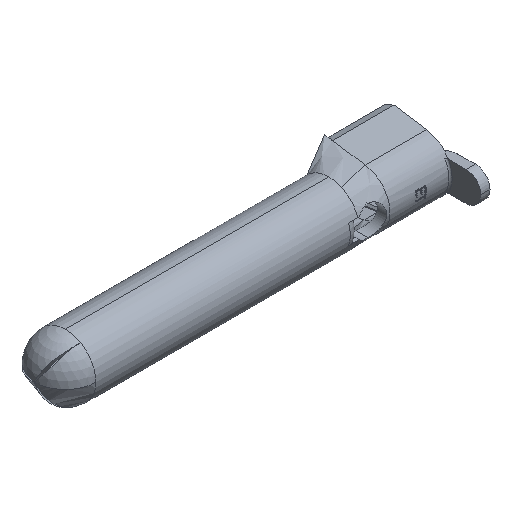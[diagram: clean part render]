
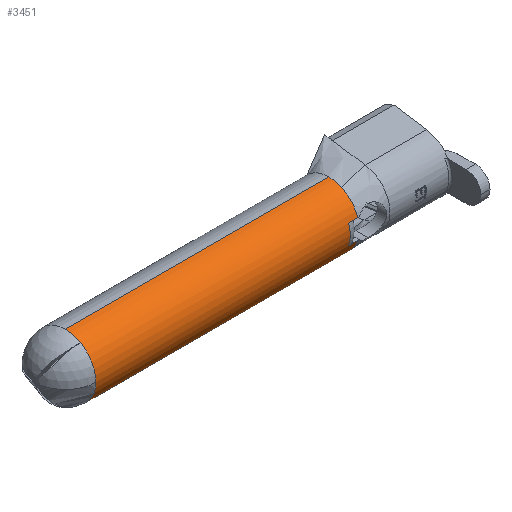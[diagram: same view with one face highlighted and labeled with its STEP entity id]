
A CAD part, isometric view. The second image highlights one B-rep face of the part: STEP entity #3451.
In plain terms, the highlighted cylindrical face has radius 2.369 mm (diameter 4.737 mm), a partial arc.
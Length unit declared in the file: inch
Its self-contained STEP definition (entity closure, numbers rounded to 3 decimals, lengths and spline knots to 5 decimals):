
#81 = EDGE_CURVE ( 'NONE', #2736, #4196, #1951, .T. ) ;
#90 = VERTEX_POINT ( 'NONE', #1075 ) ;
#97 = CARTESIAN_POINT ( 'NONE',  ( 0.03452, 0., 0. ) ) ;
#105 = FACE_OUTER_BOUND ( 'NONE', #1690, .T. ) ;
#173 = DIRECTION ( 'NONE',  ( 0., 0., -1. ) ) ;
#175 = CARTESIAN_POINT ( 'NONE',  ( 0.895, 0., 0. ) ) ;
#422 = AXIS2_PLACEMENT_3D ( 'NONE', #97, #1228, #2784 ) ;
#444 = DIRECTION ( 'NONE',  ( 0., 0., 1. ) ) ;
#463 = CARTESIAN_POINT ( 'NONE',  ( 0.09325, 0., -0.09325 ) ) ;
#536 = EDGE_CURVE ( 'NONE', #3568, #90, #3396, .T. ) ;
#612 = ORIENTED_EDGE ( 'NONE', *, *, #1451, .F. ) ;
#769 = CARTESIAN_POINT ( 'NONE',  ( 0.895, -0.08829, -0.03 ) ) ;
#773 = DIRECTION ( 'NONE',  ( -1., 0., 0. ) ) ;
#787 = CARTESIAN_POINT ( 'NONE',  ( 0.09325, 0., 0. ) ) ;
#883 = DIRECTION ( 'NONE',  ( -1., 0., 0. ) ) ;
#903 = AXIS2_PLACEMENT_3D ( 'NONE', #3633, #1486, #3988 ) ;
#946 = CIRCLE ( 'NONE', #2926, 0.09325 ) ;
#956 = EDGE_CURVE ( 'NONE', #1743, #3568, #3626, .T. ) ;
#1017 = DIRECTION ( 'NONE',  ( 0., 0., 1. ) ) ;
#1020 = CARTESIAN_POINT ( 'NONE',  ( 0.867, -0.08829, -0.03 ) ) ;
#1062 = CIRCLE ( 'NONE', #1448, 0.09325 ) ;
#1075 = CARTESIAN_POINT ( 'NONE',  ( 0.09325, 0., 0.09325 ) ) ;
#1079 = CARTESIAN_POINT ( 'NONE',  ( 0.09325, -0.04662, -0.08076 ) ) ;
#1085 = AXIS2_PLACEMENT_3D ( 'NONE', #3055, #883, #3401 ) ;
#1108 = CARTESIAN_POINT ( 'NONE',  ( 0.03452, -0.08829, -0.03 ) ) ;
#1125 = DIRECTION ( 'NONE',  ( -1., 0., 0. ) ) ;
#1196 = CIRCLE ( 'NONE', #1773, 0.09325 ) ;
#1228 = DIRECTION ( 'NONE',  ( -1., 0., 0. ) ) ;
#1248 = DIRECTION ( 'NONE',  ( -1., 0., 0. ) ) ;
#1272 = CARTESIAN_POINT ( 'NONE',  ( 0.09325, 0., 0. ) ) ;
#1364 = CARTESIAN_POINT ( 'NONE',  ( 0.867, -0.08829, 0.03 ) ) ;
#1448 = AXIS2_PLACEMENT_3D ( 'NONE', #2212, #4664, #2568 ) ;
#1451 = EDGE_CURVE ( 'NONE', #1908, #4601, #1196, .T. ) ;
#1486 = DIRECTION ( 'NONE',  ( -1., 0., 0. ) ) ;
#1514 = VECTOR ( 'NONE', #3345, 39.37008 ) ;
#1690 = EDGE_LOOP ( 'NONE', ( #3800, #4524, #4024, #1916, #2463, #2929, #1972, #612, #3813, #3976, #2243, #4414, #1906 ) ) ;
#1743 = VERTEX_POINT ( 'NONE', #1857 ) ;
#1773 = AXIS2_PLACEMENT_3D ( 'NONE', #175, #4656, #4552 ) ;
#1777 = CIRCLE ( 'NONE', #4370, 0.09325 ) ;
#1791 = CARTESIAN_POINT ( 'NONE',  ( 0.09325, -0.04662, 0.08076 ) ) ;
#1832 = CARTESIAN_POINT ( 'NONE',  ( 0.03452, -0.08829, 0.03 ) ) ;
#1848 = EDGE_CURVE ( 'NONE', #1861, #2590, #1777, .T. ) ;
#1857 = CARTESIAN_POINT ( 'NONE',  ( 0.09325, -0.09325, 0. ) ) ;
#1861 = VERTEX_POINT ( 'NONE', #3153 ) ;
#1906 = ORIENTED_EDGE ( 'NONE', *, *, #4333, .F. ) ;
#1908 = VERTEX_POINT ( 'NONE', #3835 ) ;
#1916 = ORIENTED_EDGE ( 'NONE', *, *, #81, .T. ) ;
#1950 = AXIS2_PLACEMENT_3D ( 'NONE', #4061, #3930, #3894 ) ;
#1951 = LINE ( 'NONE', #1108, #3839 ) ;
#1972 = ORIENTED_EDGE ( 'NONE', *, *, #3881, .F. ) ;
#2212 = CARTESIAN_POINT ( 'NONE',  ( 0.895, 0., 0. ) ) ;
#2234 = CARTESIAN_POINT ( 'NONE',  ( 0.895, -0.08829, 0.03 ) ) ;
#2240 = CARTESIAN_POINT ( 'NONE',  ( 0.895, 0., -0.09325 ) ) ;
#2243 = ORIENTED_EDGE ( 'NONE', *, *, #956, .F. ) ;
#2399 = DIRECTION ( 'NONE',  ( 1., 0., 0. ) ) ;
#2410 = VERTEX_POINT ( 'NONE', #463 ) ;
#2426 = CIRCLE ( 'NONE', #1085, 0.09325 ) ;
#2463 = ORIENTED_EDGE ( 'NONE', *, *, #3803, .T. ) ;
#2480 = EDGE_CURVE ( 'NONE', #3182, #1743, #946, .T. ) ;
#2568 = DIRECTION ( 'NONE',  ( 0., 0., -1. ) ) ;
#2590 = VERTEX_POINT ( 'NONE', #2240 ) ;
#2664 = EDGE_CURVE ( 'NONE', #3048, #3744, #3264, .T. ) ;
#2733 = CARTESIAN_POINT ( 'NONE',  ( 0.895, -0.03835, 0.085 ) ) ;
#2736 = VERTEX_POINT ( 'NONE', #769 ) ;
#2784 = DIRECTION ( 'NONE',  ( 0., 0., 1. ) ) ;
#2926 = AXIS2_PLACEMENT_3D ( 'NONE', #787, #773, #444 ) ;
#2929 = ORIENTED_EDGE ( 'NONE', *, *, #2664, .T. ) ;
#3036 = AXIS2_PLACEMENT_3D ( 'NONE', #4503, #2399, #173 ) ;
#3041 = CIRCLE ( 'NONE', #903, 0.09325 ) ;
#3048 = VERTEX_POINT ( 'NONE', #1364 ) ;
#3055 = CARTESIAN_POINT ( 'NONE',  ( 0.867, 0., 0. ) ) ;
#3153 = CARTESIAN_POINT ( 'NONE',  ( 0.895, -0.03835, -0.085 ) ) ;
#3182 = VERTEX_POINT ( 'NONE', #1079 ) ;
#3194 = DIRECTION ( 'NONE',  ( -1., 0., 0. ) ) ;
#3232 = EDGE_CURVE ( 'NONE', #2736, #1861, #1062, .T. ) ;
#3264 = LINE ( 'NONE', #1832, #4092 ) ;
#3345 = DIRECTION ( 'NONE',  ( -1., 0., 0. ) ) ;
#3360 = VECTOR ( 'NONE', #3194, 39.37008 ) ;
#3361 = CARTESIAN_POINT ( 'NONE',  ( 0.03452, 0., -0.09325 ) ) ;
#3396 = CIRCLE ( 'NONE', #4256, 0.09325 ) ;
#3401 = DIRECTION ( 'NONE',  ( 0., 0., -1. ) ) ;
#3451 = ADVANCED_FACE ( 'NONE', ( #105 ), #3774, .T. ) ;
#3542 = CARTESIAN_POINT ( 'NONE',  ( 0.03452, 0., 0.09325 ) ) ;
#3568 = VERTEX_POINT ( 'NONE', #1791 ) ;
#3626 = CIRCLE ( 'NONE', #1950, 0.09325 ) ;
#3633 = CARTESIAN_POINT ( 'NONE',  ( 0.09325, 0., 0. ) ) ;
#3744 = VERTEX_POINT ( 'NONE', #2234 ) ;
#3774 = CYLINDRICAL_SURFACE ( 'NONE', #422, 0.09325 ) ;
#3792 = DIRECTION ( 'NONE',  ( 1., 0., 0. ) ) ;
#3800 = ORIENTED_EDGE ( 'NONE', *, *, #4478, .F. ) ;
#3803 = EDGE_CURVE ( 'NONE', #4196, #3048, #2426, .T. ) ;
#3813 = ORIENTED_EDGE ( 'NONE', *, *, #4199, .T. ) ;
#3835 = CARTESIAN_POINT ( 'NONE',  ( 0.895, 0., 0.09325 ) ) ;
#3839 = VECTOR ( 'NONE', #1125, 39.37008 ) ;
#3881 = EDGE_CURVE ( 'NONE', #4601, #3744, #4685, .T. ) ;
#3894 = DIRECTION ( 'NONE',  ( 0., 0., 1. ) ) ;
#3930 = DIRECTION ( 'NONE',  ( -1., 0., 0. ) ) ;
#3976 = ORIENTED_EDGE ( 'NONE', *, *, #536, .F. ) ;
#3988 = DIRECTION ( 'NONE',  ( 0., 0., 1. ) ) ;
#4024 = ORIENTED_EDGE ( 'NONE', *, *, #3232, .F. ) ;
#4061 = CARTESIAN_POINT ( 'NONE',  ( 0.09325, 0., 0. ) ) ;
#4092 = VECTOR ( 'NONE', #3792, 39.37008 ) ;
#4196 = VERTEX_POINT ( 'NONE', #1020 ) ;
#4199 = EDGE_CURVE ( 'NONE', #1908, #90, #4295, .T. ) ;
#4206 = DIRECTION ( 'NONE',  ( 0., 0., -1. ) ) ;
#4219 = DIRECTION ( 'NONE',  ( 1., 0., 0. ) ) ;
#4233 = CARTESIAN_POINT ( 'NONE',  ( 0.895, 0., 0. ) ) ;
#4256 = AXIS2_PLACEMENT_3D ( 'NONE', #1272, #1248, #1017 ) ;
#4295 = LINE ( 'NONE', #3542, #3360 ) ;
#4333 = EDGE_CURVE ( 'NONE', #2410, #3182, #3041, .T. ) ;
#4347 = LINE ( 'NONE', #3361, #1514 ) ;
#4370 = AXIS2_PLACEMENT_3D ( 'NONE', #4233, #4219, #4206 ) ;
#4414 = ORIENTED_EDGE ( 'NONE', *, *, #2480, .F. ) ;
#4478 = EDGE_CURVE ( 'NONE', #2590, #2410, #4347, .T. ) ;
#4503 = CARTESIAN_POINT ( 'NONE',  ( 0.895, 0., 0. ) ) ;
#4524 = ORIENTED_EDGE ( 'NONE', *, *, #1848, .F. ) ;
#4552 = DIRECTION ( 'NONE',  ( 0., 0., -1. ) ) ;
#4601 = VERTEX_POINT ( 'NONE', #2733 ) ;
#4656 = DIRECTION ( 'NONE',  ( 1., 0., 0. ) ) ;
#4664 = DIRECTION ( 'NONE',  ( 1., 0., 0. ) ) ;
#4685 = CIRCLE ( 'NONE', #3036, 0.09325 ) ;
